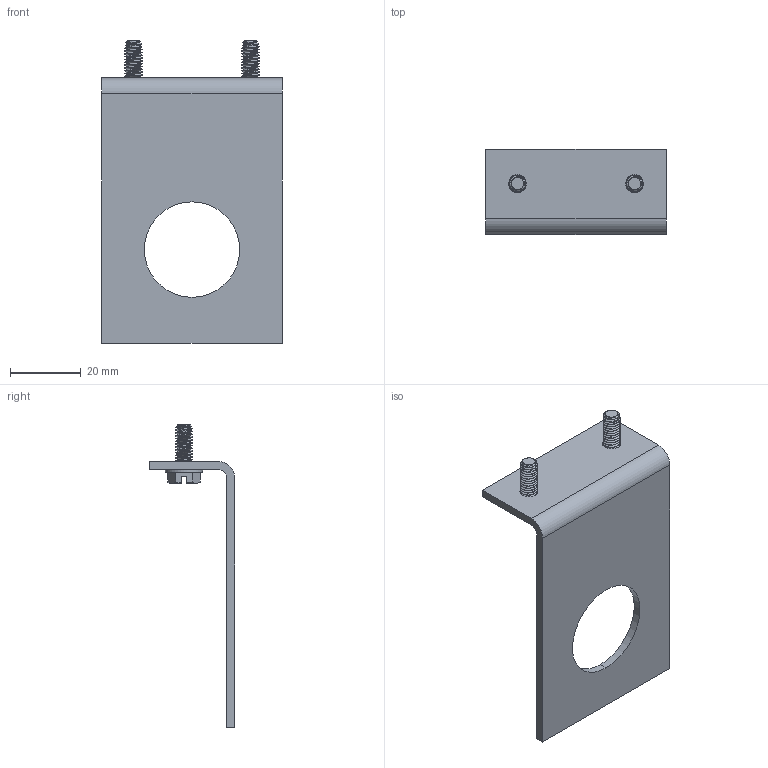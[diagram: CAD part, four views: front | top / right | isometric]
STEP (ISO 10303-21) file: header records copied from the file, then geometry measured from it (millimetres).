
FILE_DESCRIPTION (( 'STEP AP214' ), '1' );
FILE_NAME ('STXRMBK.step', '2016-11-01T21:09:15', ( '' ), ( '' ), 'SwSTEP 2.0', 'SolidWorks 2016', '' );
FILE_SCHEMA (( 'AUTOMOTIVE_DESIGN' ));
Length unit declared in the file: inch
Products named in the file (1): STXRMBK
Bounding box: 50.8 x 24.13 x 85.34 mm (x, y, z)
Volume: 10446.8 mm3; surface area: 10586.3 mm2
Topology: 3 solids, 3 shells, 384 faces, 1070 edges, 706 vertices
Faces by surface type: plane 138, cylinder 122, bspline 84, cone 40
Entity records: 26388 total; most frequent: CARTESIAN_POINT 18397, ORIENTED_EDGE 2140, EDGE_CURVE 1070, DIRECTION 1016, VERTEX_POINT 706, B_SPLINE_CURVE_WITH_KNOTS 438, EDGE_LOOP 404, ADVANCED_FACE 384
